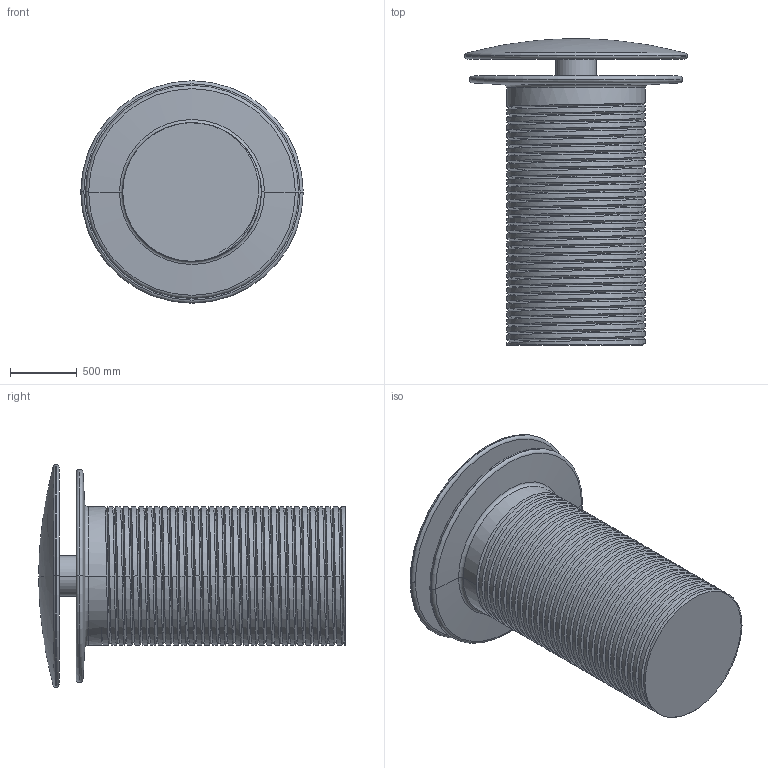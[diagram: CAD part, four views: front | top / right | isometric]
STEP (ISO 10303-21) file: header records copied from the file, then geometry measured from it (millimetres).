
FILE_DESCRIPTION((''),'2;1');
FILE_NAME('709CC','2018-07-29T',('MQ'),(''),'PRO/ENGINEER BY PARAMETRIC TECHNOLOGY CORPORATION, 2012130','PRO/ENGINEER BY PARAMETRIC TECHNOLOGY CORPORATION, 2012130','');
FILE_SCHEMA(('CONFIG_CONTROL_DESIGN'));
Length unit declared in the file: inch
Products named in the file (1): 709CC
Bounding box: 1671 x 2301.24 x 1671 mm (x, y, z)
Volume: 1529371577.4 mm3; surface area: 20661927.1 mm2
Topology: 1 solids, 1 shells, 110 faces, 292 edges, 184 vertices
Faces by surface type: cylinder 71, bspline 22, torus 10, cone 4, plane 3
Entity records: 11356 total; most frequent: CARTESIAN_POINT 8949, ORIENTED_EDGE 580, DIRECTION 351, EDGE_CURVE 290, VERTEX_POINT 184, B_SPLINE_CURVE_WITH_KNOTS 156, AXIS2_PLACEMENT_3D 129, EDGE_LOOP 112
